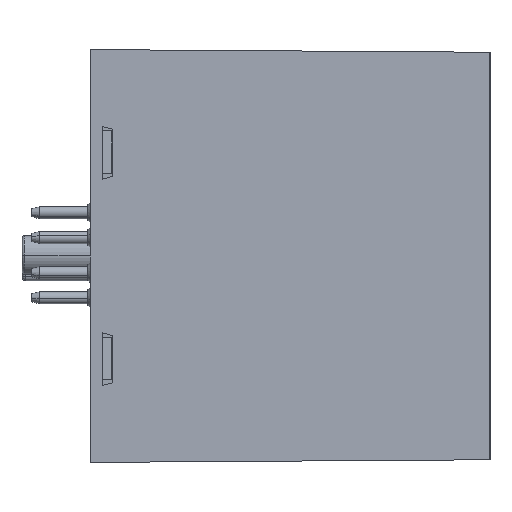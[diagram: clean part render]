
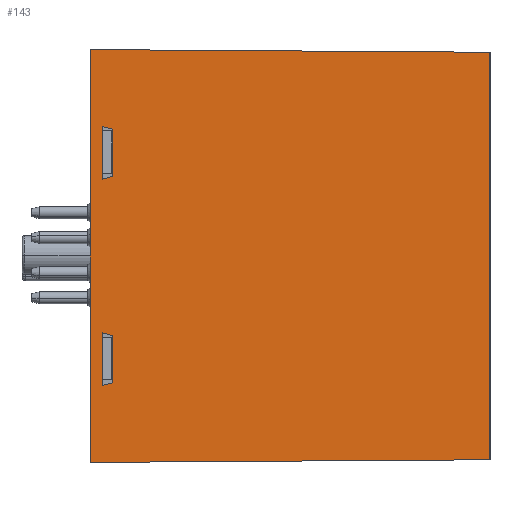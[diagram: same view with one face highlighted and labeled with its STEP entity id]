
A CAD part, left-side view. The second image highlights one B-rep face of the part: STEP entity #143.
In plain terms, the highlighted face is planar.
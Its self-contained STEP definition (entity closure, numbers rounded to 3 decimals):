
#15 = FACE_OUTER_BOUND ( 'NONE', #5629, .T. ) ;
#41 = EDGE_CURVE ( 'NONE', #1359, #1289, #3525, .T. ) ;
#143 = ADVANCED_FACE ( 'NONE', ( #3131, #1150, #15 ), #3227, .F. ) ;
#248 = VECTOR ( 'NONE', #861, 1000. ) ;
#249 = CARTESIAN_POINT ( 'NONE',  ( -40., 4.3, -13.472 ) ) ;
#347 = ORIENTED_EDGE ( 'NONE', *, *, #2435, .T. ) ;
#348 = CARTESIAN_POINT ( 'NONE',  ( 13.875, 2.3, -13.485 ) ) ;
#359 = LINE ( 'NONE', #574, #5300 ) ;
#381 = ORIENTED_EDGE ( 'NONE', *, *, #2041, .T. ) ;
#493 = LINE ( 'NONE', #4948, #248 ) ;
#534 = ORIENTED_EDGE ( 'NONE', *, *, #3954, .T. ) ;
#549 = CARTESIAN_POINT ( 'NONE',  ( -15.375, 2.3, -13.485 ) ) ;
#567 = CARTESIAN_POINT ( 'NONE',  ( -24.875, 4.3, -13.472 ) ) ;
#574 = CARTESIAN_POINT ( 'NONE',  ( -40., 4.3, -13.472 ) ) ;
#625 = ORIENTED_EDGE ( 'NONE', *, *, #41, .T. ) ;
#861 = DIRECTION ( 'NONE',  ( -0.243, -0.97, -0.006 ) ) ;
#983 = VECTOR ( 'NONE', #2766, 1000. ) ;
#1041 = VERTEX_POINT ( 'NONE', #5960 ) ;
#1150 = FACE_BOUND ( 'NONE', #2427, .T. ) ;
#1289 = VERTEX_POINT ( 'NONE', #3136 ) ;
#1306 = CARTESIAN_POINT ( 'NONE',  ( 37.997, 76.513, -12.997 ) ) ;
#1359 = VERTEX_POINT ( 'NONE', #2184 ) ;
#1500 = EDGE_CURVE ( 'NONE', #2810, #1608, #3282, .T. ) ;
#1608 = VERTEX_POINT ( 'NONE', #6002 ) ;
#1613 = ORIENTED_EDGE ( 'NONE', *, *, #1500, .T. ) ;
#1614 = CARTESIAN_POINT ( 'NONE',  ( 23.875, 2.3, -13.485 ) ) ;
#1667 = VECTOR ( 'NONE', #5876, 1000. ) ;
#1776 = VERTEX_POINT ( 'NONE', #1614 ) ;
#1777 = DIRECTION ( 'NONE',  ( -1., 0., 0. ) ) ;
#1795 = VECTOR ( 'NONE', #5254, 1000. ) ;
#1919 = EDGE_LOOP ( 'NONE', ( #6370, #3843, #381, #534 ) ) ;
#1920 = CARTESIAN_POINT ( 'NONE',  ( 2.777, 86.694, -12.93 ) ) ;
#2041 = EDGE_CURVE ( 'NONE', #6117, #5570, #5518, .T. ) ;
#2056 = ORIENTED_EDGE ( 'NONE', *, *, #5530, .T. ) ;
#2118 = LINE ( 'NONE', #3315, #983 ) ;
#2160 = DIRECTION ( 'NONE',  ( 1., 0., 0. ) ) ;
#2171 = CARTESIAN_POINT ( 'NONE',  ( -25.375, 2.3, -13.485 ) ) ;
#2184 = CARTESIAN_POINT ( 'NONE',  ( 38.5, 0., -13.5 ) ) ;
#2197 = CARTESIAN_POINT ( 'NONE',  ( -40., 76., -13. ) ) ;
#2339 = LINE ( 'NONE', #1920, #3198 ) ;
#2352 = ORIENTED_EDGE ( 'NONE', *, *, #2512, .T. ) ;
#2417 = VECTOR ( 'NONE', #2160, 1000. ) ;
#2427 = EDGE_LOOP ( 'NONE', ( #2056, #347, #3050, #5239 ) ) ;
#2435 = EDGE_CURVE ( 'NONE', #5549, #6378, #2722, .T. ) ;
#2512 = EDGE_CURVE ( 'NONE', #1289, #2810, #4931, .T. ) ;
#2543 = EDGE_CURVE ( 'NONE', #1041, #5962, #5093, .T. ) ;
#2568 = DIRECTION ( 'NONE',  ( -0.243, -0.97, -0.006 ) ) ;
#2572 = VECTOR ( 'NONE', #2568, 1000. ) ;
#2722 = LINE ( 'NONE', #3551, #2572 ) ;
#2766 = DIRECTION ( 'NONE',  ( 1., 0., 0. ) ) ;
#2810 = VERTEX_POINT ( 'NONE', #6576 ) ;
#3050 = ORIENTED_EDGE ( 'NONE', *, *, #3186, .T. ) ;
#3088 = CARTESIAN_POINT ( 'NONE',  ( -40., 0., -13.5 ) ) ;
#3131 = FACE_BOUND ( 'NONE', #1919, .T. ) ;
#3136 = CARTESIAN_POINT ( 'NONE',  ( -40., 0., -13.5 ) ) ;
#3158 = CARTESIAN_POINT ( 'NONE',  ( 23.375, 4.3, -13.472 ) ) ;
#3186 = EDGE_CURVE ( 'NONE', #6378, #1776, #2118, .T. ) ;
#3198 = VECTOR ( 'NONE', #5959, 1000. ) ;
#3227 = PLANE ( 'NONE',  #3283 ) ;
#3282 = LINE ( 'NONE', #4176, #2417 ) ;
#3283 = AXIS2_PLACEMENT_3D ( 'NONE', #2197, #4297, #5298 ) ;
#3315 = CARTESIAN_POINT ( 'NONE',  ( -40., 2.3, -13.485 ) ) ;
#3440 = VECTOR ( 'NONE', #3534, 1000. ) ;
#3525 = LINE ( 'NONE', #3088, #3440 ) ;
#3534 = DIRECTION ( 'NONE',  ( -1., 0., 0. ) ) ;
#3551 = CARTESIAN_POINT ( 'NONE',  ( 28.047, 58.989, -13.112 ) ) ;
#3678 = VERTEX_POINT ( 'NONE', #3158 ) ;
#3683 = CARTESIAN_POINT ( 'NONE',  ( 14.375, 4.3, -13.472 ) ) ;
#3800 = CARTESIAN_POINT ( 'NONE',  ( -39.5, 75.997, -13. ) ) ;
#3843 = ORIENTED_EDGE ( 'NONE', *, *, #3986, .T. ) ;
#3855 = DIRECTION ( 'NONE',  ( -0.243, 0.97, 0.006 ) ) ;
#3940 = ORIENTED_EDGE ( 'NONE', *, *, #4340, .T. ) ;
#3954 = EDGE_CURVE ( 'NONE', #5570, #1041, #5906, .T. ) ;
#3964 = EDGE_CURVE ( 'NONE', #1776, #3678, #2339, .T. ) ;
#3986 = EDGE_CURVE ( 'NONE', #5962, #6117, #493, .T. ) ;
#4125 = DIRECTION ( 'NONE',  ( -1., 0., 0. ) ) ;
#4176 = CARTESIAN_POINT ( 'NONE',  ( -40., 76., -13. ) ) ;
#4297 = DIRECTION ( 'NONE',  ( 0., -0.007, 1. ) ) ;
#4340 = EDGE_CURVE ( 'NONE', #1608, #1359, #4823, .T. ) ;
#4812 = CARTESIAN_POINT ( 'NONE',  ( -34.165, 77.459, -12.99 ) ) ;
#4823 = LINE ( 'NONE', #1306, #1667 ) ;
#4931 = LINE ( 'NONE', #3800, #5423 ) ;
#4948 = CARTESIAN_POINT ( 'NONE',  ( -8.894, 68.224, -13.051 ) ) ;
#5020 = VECTOR ( 'NONE', #1777, 1000. ) ;
#5093 = LINE ( 'NONE', #249, #5020 ) ;
#5239 = ORIENTED_EDGE ( 'NONE', *, *, #3964, .T. ) ;
#5254 = DIRECTION ( 'NONE',  ( 1., 0., 0. ) ) ;
#5263 = DIRECTION ( 'NONE',  ( 0.007, 1., 0.007 ) ) ;
#5298 = DIRECTION ( 'NONE',  ( 0., -1., -0.007 ) ) ;
#5300 = VECTOR ( 'NONE', #4125, 1000. ) ;
#5423 = VECTOR ( 'NONE', #5263, 1000. ) ;
#5518 = LINE ( 'NONE', #6321, #1795 ) ;
#5530 = EDGE_CURVE ( 'NONE', #3678, #5549, #359, .T. ) ;
#5549 = VERTEX_POINT ( 'NONE', #3683 ) ;
#5570 = VERTEX_POINT ( 'NONE', #549 ) ;
#5629 = EDGE_LOOP ( 'NONE', ( #1613, #3940, #625, #2352 ) ) ;
#5876 = DIRECTION ( 'NONE',  ( 0.007, -1., -0.007 ) ) ;
#5906 = LINE ( 'NONE', #4812, #5995 ) ;
#5959 = DIRECTION ( 'NONE',  ( -0.243, 0.97, 0.006 ) ) ;
#5960 = CARTESIAN_POINT ( 'NONE',  ( -15.875, 4.3, -13.472 ) ) ;
#5962 = VERTEX_POINT ( 'NONE', #567 ) ;
#5995 = VECTOR ( 'NONE', #3855, 1000. ) ;
#6002 = CARTESIAN_POINT ( 'NONE',  ( 38., 76., -13. ) ) ;
#6117 = VERTEX_POINT ( 'NONE', #2171 ) ;
#6321 = CARTESIAN_POINT ( 'NONE',  ( -40., 2.3, -13.485 ) ) ;
#6370 = ORIENTED_EDGE ( 'NONE', *, *, #2543, .T. ) ;
#6378 = VERTEX_POINT ( 'NONE', #348 ) ;
#6576 = CARTESIAN_POINT ( 'NONE',  ( -39.5, 76., -13. ) ) ;
